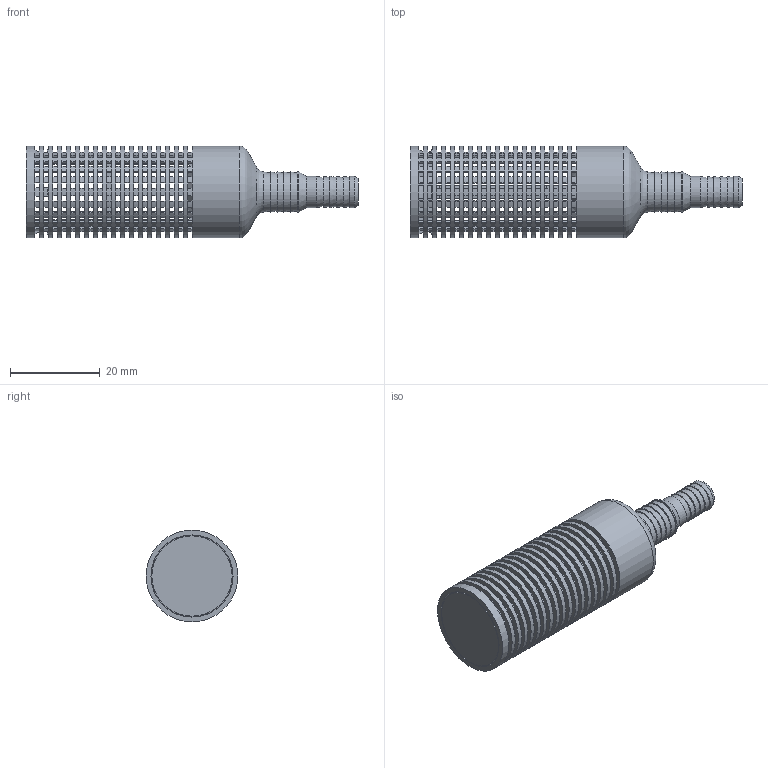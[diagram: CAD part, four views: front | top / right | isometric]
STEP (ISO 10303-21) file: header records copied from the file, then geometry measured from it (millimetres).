
FILE_DESCRIPTION(/* description */ ('Unknown'),/* implementation_level */ '2;1');
FILE_NAME(/* name */ '200031611_Chemiefilter_ST-31_Edelstahl_2024_11_18',/* time_stamp */ '2024-11-18T14:32:19+01:00',/* author */ ('Unknown'),/* organization */ ('Unknown'),/* preprocessor_version */ 'ST-DEVELOPER v18.104',/* originating_system */ 'Solid Edge',/* authorisation */ 'Unknown');
FILE_SCHEMA (('AUTOMOTIVE_DESIGN {1 0 10303 214 3 1 1}'));
Length unit declared in the file: millimetre
Products named in the file (1): 200031611_Chemiefilter_ST-31_Edelstahl_2024_11_18
Bounding box: 74 x 20.5 x 20.5 mm (x, y, z)
Volume: 6333 mm3; surface area: 13262.7 mm2
Topology: 1 solids, 1 shells, 1070 faces, 5156 edges, 3412 vertices
Faces by surface type: cylinder 808, plane 220, cone 39, torus 3
Full cylindrical faces by diameter (mm): 3.5 x1, 6 x2, 7 x2, 9 x1, 12.4 x1, 14.9 x2, 15.2 x1, 15.4 x1, 17.9 x1, 18.3 x1, 20.5 x19
Entity records: 53101 total; most frequent: ORIENTED_EDGE 10180, CARTESIAN_POINT 9808, DIRECTION 8901, EDGE_CURVE 5090, VERTEX_POINT 3401, LINE 3265, VECTOR 3265, AXIS2_PLACEMENT_3D 2818
